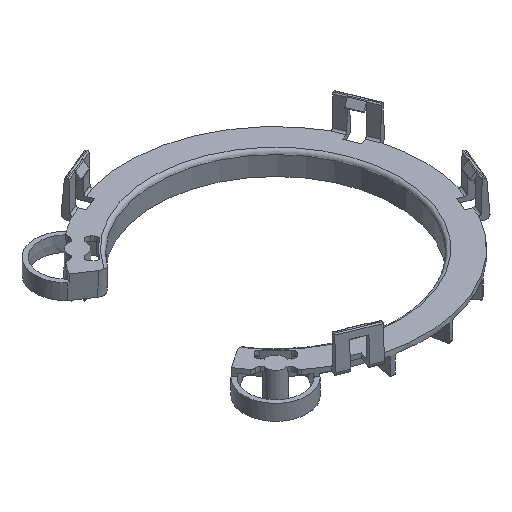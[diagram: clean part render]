
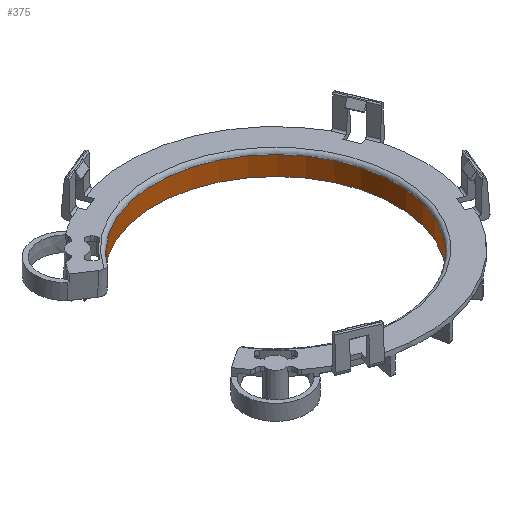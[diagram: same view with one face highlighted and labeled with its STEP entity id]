
A CAD part, isometric view. The second image highlights one B-rep face of the part: STEP entity #375.
In plain terms, the highlighted conical face has half-angle 1 degrees and reference radius 32.4 mm.
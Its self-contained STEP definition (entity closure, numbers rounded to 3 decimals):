
#252=CONICAL_SURFACE('',#6931,32.4,1.);
#375=ADVANCED_FACE('',(#858),#252,.F.);
#858=FACE_OUTER_BOUND('',#1211,.T.);
#1211=EDGE_LOOP('',(#3124,#3125,#3126,#3127));
#1524=B_SPLINE_CURVE_WITH_KNOTS('',3,(#10642,#10643,#10644,#10645,#10646,
#10647,#10648),.UNSPECIFIED.,.F.,.F.,(4,3,4),(0.,0.849,1.),
 .UNSPECIFIED.);
#1525=B_SPLINE_CURVE_WITH_KNOTS('',3,(#10652,#10653,#10654,#10655,#10656,
#10657,#10658),.UNSPECIFIED.,.F.,.F.,(4,3,4),(0.,0.849,1.),
 .UNSPECIFIED.);
#3124=ORIENTED_EDGE('',*,*,#5563,.F.);
#3125=ORIENTED_EDGE('',*,*,#5667,.T.);
#3126=ORIENTED_EDGE('',*,*,#5668,.T.);
#3127=ORIENTED_EDGE('',*,*,#5669,.T.);
#4833=VERTEX_POINT('',#10385);
#4834=VERTEX_POINT('',#10387);
#4922=VERTEX_POINT('',#10649);
#4923=VERTEX_POINT('',#10651);
#5563=EDGE_CURVE('',#4833,#4834,#6389,.T.);
#5667=EDGE_CURVE('',#4833,#4922,#1524,.T.);
#5668=EDGE_CURVE('',#4922,#4923,#6447,.T.);
#5669=EDGE_CURVE('',#4923,#4834,#1525,.T.);
#6389=CIRCLE('',#6859,32.508);
#6447=CIRCLE('',#6930,32.418);
#6859=AXIS2_PLACEMENT_3D('',#10386,#7969,#7970);
#6930=AXIS2_PLACEMENT_3D('',#10650,#8148,#8149);
#6931=AXIS2_PLACEMENT_3D('',#10659,#8150,#8151);
#7969=DIRECTION('',(0.,0.,1.));
#7970=DIRECTION('',(1.,0.,0.));
#8148=DIRECTION('',(0.,0.,1.));
#8149=DIRECTION('',(-1.,0.,0.));
#8150=DIRECTION('',(0.,0.,-1.));
#8151=DIRECTION('',(-1.,0.,0.));
#10385=CARTESIAN_POINT('',(-26.168,-19.287,-5.));
#10386=CARTESIAN_POINT('',(0.,0.,-5.));
#10387=CARTESIAN_POINT('',(-26.168,19.287,-5.));
#10642=CARTESIAN_POINT('',(-26.168,-19.287,-5.));
#10643=CARTESIAN_POINT('',(-26.147,-19.273,-3.534));
#10644=CARTESIAN_POINT('',(-26.126,-19.259,-2.067));
#10645=CARTESIAN_POINT('',(-26.104,-19.245,-0.601));
#10646=CARTESIAN_POINT('',(-26.101,-19.242,-0.34));
#10647=CARTESIAN_POINT('',(-26.097,-19.239,-0.079));
#10648=CARTESIAN_POINT('',(-26.093,-19.237,0.183));
#10649=CARTESIAN_POINT('',(-26.093,-19.237,0.183));
#10650=CARTESIAN_POINT('',(0.,0.,0.183));
#10651=CARTESIAN_POINT('',(-26.093,19.237,0.183));
#10652=CARTESIAN_POINT('',(-26.093,19.237,0.183));
#10653=CARTESIAN_POINT('',(-26.114,19.251,-1.284));
#10654=CARTESIAN_POINT('',(-26.136,19.265,-2.75));
#10655=CARTESIAN_POINT('',(-26.157,19.28,-4.217));
#10656=CARTESIAN_POINT('',(-26.161,19.282,-4.478));
#10657=CARTESIAN_POINT('',(-26.164,19.285,-4.739));
#10658=CARTESIAN_POINT('',(-26.168,19.287,-5.));
#10659=CARTESIAN_POINT('',(0.,0.,1.198));
